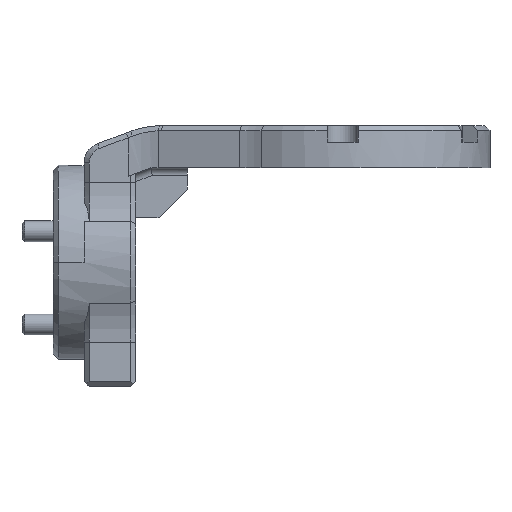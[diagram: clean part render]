
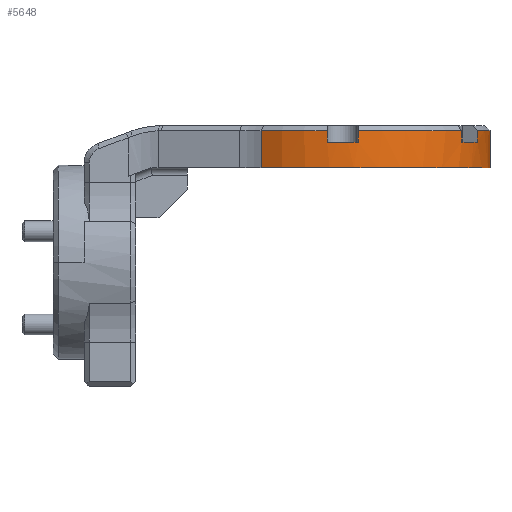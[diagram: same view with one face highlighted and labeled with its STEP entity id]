
A CAD part, front view. The second image highlights one B-rep face of the part: STEP entity #5648.
In plain terms, the highlighted cylindrical face has radius 28.5 mm (diameter 57 mm), a partial arc.
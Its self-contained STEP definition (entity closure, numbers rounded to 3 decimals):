
#111 = CARTESIAN_POINT ( 'NONE',  ( -27.76, 155.253, 25.445 ) ) ;
#116 = CARTESIAN_POINT ( 'NONE',  ( -2.26, 183.595, 25.445 ) ) ;
#154 = CARTESIAN_POINT ( 'NONE',  ( -27.76, 155.253, 23.245 ) ) ;
#158 = CIRCLE ( 'NONE', #3545, 28.5 ) ;
#277 = VERTEX_POINT ( 'NONE', #2774 ) ;
#298 = CIRCLE ( 'NONE', #6218, 28.5 ) ;
#320 = DIRECTION ( 'NONE',  ( 0., 0., -1. ) ) ;
#446 = ORIENTED_EDGE ( 'NONE', *, *, #4238, .T. ) ;
#458 = VERTEX_POINT ( 'NONE', #6423 ) ;
#528 = EDGE_CURVE ( 'NONE', #3257, #1905, #3287, .T. ) ;
#575 = EDGE_CURVE ( 'NONE', #4687, #5997, #3734, .T. ) ;
#610 = DIRECTION ( 'NONE',  ( 0., 0., 1. ) ) ;
#646 = DIRECTION ( 'NONE',  ( 0., 0., 1. ) ) ;
#1075 = CARTESIAN_POINT ( 'NONE',  ( -30.76, 183.595, 25.445 ) ) ;
#1116 = AXIS2_PLACEMENT_3D ( 'NONE', #3596, #5901, #1968 ) ;
#1129 = CYLINDRICAL_SURFACE ( 'NONE', #1867, 28.5 ) ;
#1206 = VERTEX_POINT ( 'NONE', #2547 ) ;
#1261 = CARTESIAN_POINT ( 'NONE',  ( -4.715, 172.022, 25.445 ) ) ;
#1320 = EDGE_CURVE ( 'NONE', #5227, #3958, #1431, .T. ) ;
#1356 = DIRECTION ( 'NONE',  ( 0., 0., 1. ) ) ;
#1411 = CARTESIAN_POINT ( 'NONE',  ( -7.715, 166.826, 25.445 ) ) ;
#1428 = VECTOR ( 'NONE', #320, 1000. ) ;
#1431 = LINE ( 'NONE', #5345, #1428 ) ;
#1443 = CARTESIAN_POINT ( 'NONE',  ( -2.26, 183.595, 18.245 ) ) ;
#1470 = ORIENTED_EDGE ( 'NONE', *, *, #4724, .T. ) ;
#1628 = LINE ( 'NONE', #1261, #3529 ) ;
#1634 = DIRECTION ( 'NONE',  ( 0., 0., 1. ) ) ;
#1692 = ORIENTED_EDGE ( 'NONE', *, *, #1320, .T. ) ;
#1785 = B_SPLINE_CURVE_WITH_KNOTS ( 'NONE', 3,
 ( #6975, #2807, #6261, #3410 ),
 .UNSPECIFIED., .F., .F.,
 ( 4, 4 ),
 ( 0., 1. ),
 .UNSPECIFIED. ) ;
#1851 = CIRCLE ( 'NONE', #5473, 28.5 ) ;
#1867 = AXIS2_PLACEMENT_3D ( 'NONE', #5747, #6167, #7450 ) ;
#1905 = VERTEX_POINT ( 'NONE', #6173 ) ;
#1968 = DIRECTION ( 'NONE',  ( -0.105, -0.994, 0. ) ) ;
#2159 = CARTESIAN_POINT ( 'NONE',  ( -33.76, 155.253, 23.245 ) ) ;
#2352 = CARTESIAN_POINT ( 'NONE',  ( -2.26, 183.595, 18.245 ) ) ;
#2400 = ORIENTED_EDGE ( 'NONE', *, *, #4064, .F. ) ;
#2547 = CARTESIAN_POINT ( 'NONE',  ( -7.715, 166.826, 23.245 ) ) ;
#2548 = VERTEX_POINT ( 'NONE', #6962 ) ;
#2774 = CARTESIAN_POINT ( 'NONE',  ( -46.54, 159.862, 18.245 ) ) ;
#2807 = CARTESIAN_POINT ( 'NONE',  ( -46.54, 159.862, 23.045 ) ) ;
#2888 = CARTESIAN_POINT ( 'NONE',  ( -33.76, 155.253, 23.245 ) ) ;
#2952 = DIRECTION ( 'NONE',  ( 0.809, -0.588, 0. ) ) ;
#2962 = EDGE_LOOP ( 'NONE', ( #5739, #6888, #7234, #5149, #5430, #1470, #3636, #1692, #6452, #5881, #2400, #446 ) ) ;
#3257 = VERTEX_POINT ( 'NONE', #2888 ) ;
#3275 = EDGE_CURVE ( 'NONE', #5227, #3807, #158, .T. ) ;
#3287 = LINE ( 'NONE', #2159, #5875 ) ;
#3410 = CARTESIAN_POINT ( 'NONE',  ( -46.54, 159.862, 18.245 ) ) ;
#3529 = VECTOR ( 'NONE', #3601, 1000. ) ;
#3545 = AXIS2_PLACEMENT_3D ( 'NONE', #1075, #6296, #5121 ) ;
#3596 = CARTESIAN_POINT ( 'NONE',  ( -30.76, 183.595, 23.245 ) ) ;
#3601 = DIRECTION ( 'NONE',  ( 0., 0., -1. ) ) ;
#3636 = ORIENTED_EDGE ( 'NONE', *, *, #3275, .F. ) ;
#3639 = EDGE_CURVE ( 'NONE', #1206, #2548, #4378, .T. ) ;
#3734 = LINE ( 'NONE', #1443, #5024 ) ;
#3751 = EDGE_CURVE ( 'NONE', #3257, #3958, #4617, .T. ) ;
#3807 = VERTEX_POINT ( 'NONE', #1411 ) ;
#3945 = EDGE_CURVE ( 'NONE', #458, #2548, #1628, .T. ) ;
#3958 = VERTEX_POINT ( 'NONE', #154 ) ;
#4020 = EDGE_CURVE ( 'NONE', #4687, #277, #1851, .T. ) ;
#4064 = EDGE_CURVE ( 'NONE', #7092, #1905, #5951, .T. ) ;
#4238 = EDGE_CURVE ( 'NONE', #7092, #277, #1785, .T. ) ;
#4378 = CIRCLE ( 'NONE', #5465, 28.5 ) ;
#4617 = CIRCLE ( 'NONE', #1116, 28.5 ) ;
#4687 = VERTEX_POINT ( 'NONE', #2352 ) ;
#4724 = EDGE_CURVE ( 'NONE', #1206, #3807, #5792, .T. ) ;
#4846 = DIRECTION ( 'NONE',  ( 0., 0., -1. ) ) ;
#5024 = VECTOR ( 'NONE', #1356, 1000. ) ;
#5030 = FACE_OUTER_BOUND ( 'NONE', #2962, .T. ) ;
#5072 = DIRECTION ( 'NONE',  ( 0., 0., 1. ) ) ;
#5098 = CARTESIAN_POINT ( 'NONE',  ( -30.76, 183.595, 25.445 ) ) ;
#5121 = DIRECTION ( 'NONE',  ( 0.105, -0.994, 0. ) ) ;
#5149 = ORIENTED_EDGE ( 'NONE', *, *, #3945, .T. ) ;
#5227 = VERTEX_POINT ( 'NONE', #111 ) ;
#5260 = CARTESIAN_POINT ( 'NONE',  ( -30.76, 183.595, 23.245 ) ) ;
#5345 = CARTESIAN_POINT ( 'NONE',  ( -27.76, 155.253, 25.445 ) ) ;
#5356 = VECTOR ( 'NONE', #610, 1000. ) ;
#5419 = CARTESIAN_POINT ( 'NONE',  ( -30.76, 183.595, 18.245 ) ) ;
#5430 = ORIENTED_EDGE ( 'NONE', *, *, #3639, .F. ) ;
#5465 = AXIS2_PLACEMENT_3D ( 'NONE', #5260, #646, #2952 ) ;
#5473 = AXIS2_PLACEMENT_3D ( 'NONE', #5419, #4846, #7195 ) ;
#5529 = CARTESIAN_POINT ( 'NONE',  ( -30.76, 183.595, 25.445 ) ) ;
#5648 = ADVANCED_FACE ( 'NONE', ( #5030 ), #1129, .T. ) ;
#5649 = EDGE_CURVE ( 'NONE', #458, #5997, #298, .T. ) ;
#5718 = CARTESIAN_POINT ( 'NONE',  ( -7.715, 166.826, 23.245 ) ) ;
#5739 = ORIENTED_EDGE ( 'NONE', *, *, #4020, .F. ) ;
#5747 = CARTESIAN_POINT ( 'NONE',  ( -30.76, 183.595, 18.245 ) ) ;
#5792 = LINE ( 'NONE', #5718, #5356 ) ;
#5875 = VECTOR ( 'NONE', #5072, 1000. ) ;
#5881 = ORIENTED_EDGE ( 'NONE', *, *, #528, .T. ) ;
#5901 = DIRECTION ( 'NONE',  ( 0., 0., 1. ) ) ;
#5951 = CIRCLE ( 'NONE', #7158, 28.5 ) ;
#5997 = VERTEX_POINT ( 'NONE', #116 ) ;
#6167 = DIRECTION ( 'NONE',  ( 0., 0., 1. ) ) ;
#6173 = CARTESIAN_POINT ( 'NONE',  ( -33.76, 155.253, 25.445 ) ) ;
#6218 = AXIS2_PLACEMENT_3D ( 'NONE', #5098, #1634, #6806 ) ;
#6261 = CARTESIAN_POINT ( 'NONE',  ( -46.54, 159.862, 20.645 ) ) ;
#6296 = DIRECTION ( 'NONE',  ( 0., 0., 1. ) ) ;
#6423 = CARTESIAN_POINT ( 'NONE',  ( -4.715, 172.022, 25.445 ) ) ;
#6452 = ORIENTED_EDGE ( 'NONE', *, *, #3751, .F. ) ;
#6705 = DIRECTION ( 'NONE',  ( 0., 0., 1. ) ) ;
#6740 = DIRECTION ( 'NONE',  ( -0.554, -0.833, 0. ) ) ;
#6806 = DIRECTION ( 'NONE',  ( 0.914, -0.406, 0. ) ) ;
#6888 = ORIENTED_EDGE ( 'NONE', *, *, #575, .T. ) ;
#6962 = CARTESIAN_POINT ( 'NONE',  ( -4.715, 172.022, 23.245 ) ) ;
#6975 = CARTESIAN_POINT ( 'NONE',  ( -46.54, 159.862, 25.445 ) ) ;
#7037 = CARTESIAN_POINT ( 'NONE',  ( -46.54, 159.862, 25.445 ) ) ;
#7092 = VERTEX_POINT ( 'NONE', #7037 ) ;
#7158 = AXIS2_PLACEMENT_3D ( 'NONE', #5529, #6705, #6740 ) ;
#7195 = DIRECTION ( 'NONE',  ( -0.554, 0.833, 0. ) ) ;
#7234 = ORIENTED_EDGE ( 'NONE', *, *, #5649, .F. ) ;
#7450 = DIRECTION ( 'NONE',  ( 1., 0., 0. ) ) ;
